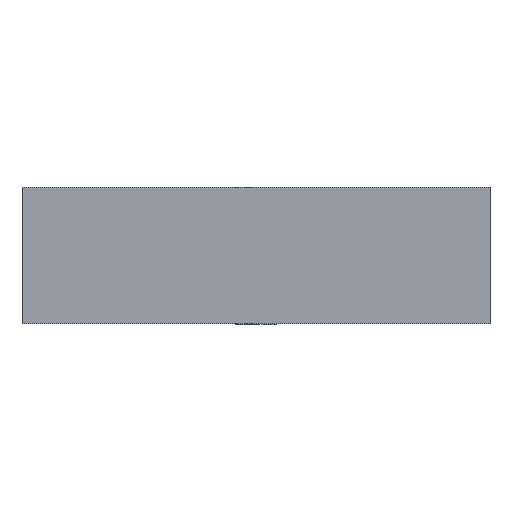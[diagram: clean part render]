
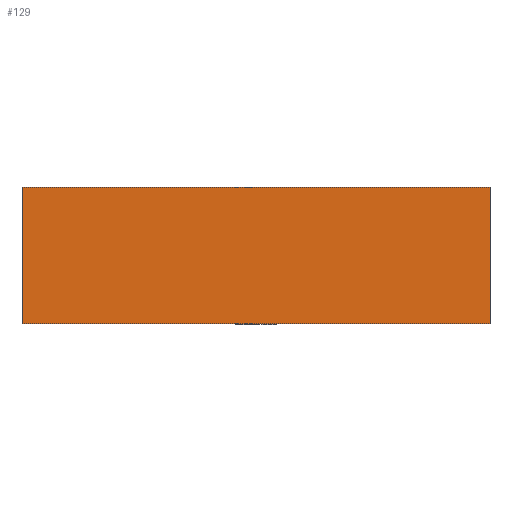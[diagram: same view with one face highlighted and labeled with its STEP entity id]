
A CAD part, top view. The second image highlights one B-rep face of the part: STEP entity #129.
In plain terms, the highlighted planar face has unit normal (0, 0, 1).
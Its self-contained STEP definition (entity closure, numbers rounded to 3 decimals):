
#129 = ADVANCED_FACE( '', ( #740 ), #741, .F. );
#740 = FACE_OUTER_BOUND( '', #2832, .T. );
#741 = PLANE( '', #2833 );
#2832 = EDGE_LOOP( '', ( #11268, #11269, #11270, #11271 ) );
#2833 = AXIS2_PLACEMENT_3D( '', #11272, #11273, #11274 );
#11268 = ORIENTED_EDGE( '', *, *, #14241, .T. );
#11269 = ORIENTED_EDGE( '', *, *, #13959, .F. );
#11270 = ORIENTED_EDGE( '', *, *, #14240, .F. );
#11271 = ORIENTED_EDGE( '', *, *, #14049, .T. );
#11272 = CARTESIAN_POINT( '', ( 654.05, -190.5, 57.15 ) );
#11273 = DIRECTION( '', ( 0., 0., -1. ) );
#11274 = DIRECTION( '', ( -1., 0., 0. ) );
#13959 = EDGE_CURVE( '', #15171, #15166, #15173, .T. );
#14049 = EDGE_CURVE( '', #15345, #15343, #15346, .T. );
#14240 = EDGE_CURVE( '', #15345, #15171, #15661, .T. );
#14241 = EDGE_CURVE( '', #15343, #15166, #15662, .T. );
#15166 = VERTEX_POINT( '', #17082 );
#15171 = VERTEX_POINT( '', #17089 );
#15173 = LINE( '', #17092, #17093 );
#15343 = VERTEX_POINT( '', #17650 );
#15345 = VERTEX_POINT( '', #17653 );
#15346 = LINE( '', #17654, #17655 );
#15661 = LINE( '', #18639, #18640 );
#15662 = LINE( '', #18641, #18642 );
#17082 = CARTESIAN_POINT( '', ( -654.05, 190.5, 57.15 ) );
#17089 = CARTESIAN_POINT( '', ( -654.05, -190.5, 57.15 ) );
#17092 = CARTESIAN_POINT( '', ( -654.05, -190.5, 57.15 ) );
#17093 = VECTOR( '', #23313, 1000. );
#17650 = CARTESIAN_POINT( '', ( 654.05, 190.5, 57.15 ) );
#17653 = CARTESIAN_POINT( '', ( 654.05, -190.5, 57.15 ) );
#17654 = CARTESIAN_POINT( '', ( 654.05, -190.5, 57.15 ) );
#17655 = VECTOR( '', #23370, 1000. );
#18639 = CARTESIAN_POINT( '', ( 654.05, -190.5, 57.15 ) );
#18640 = VECTOR( '', #23544, 1000. );
#18641 = CARTESIAN_POINT( '', ( 654.05, 190.5, 57.15 ) );
#18642 = VECTOR( '', #23545, 1000. );
#23313 = DIRECTION( '', ( 0., 1., 0. ) );
#23370 = DIRECTION( '', ( 0., 1., 0. ) );
#23544 = DIRECTION( '', ( -1., 0., 0. ) );
#23545 = DIRECTION( '', ( -1., 0., 0. ) );
